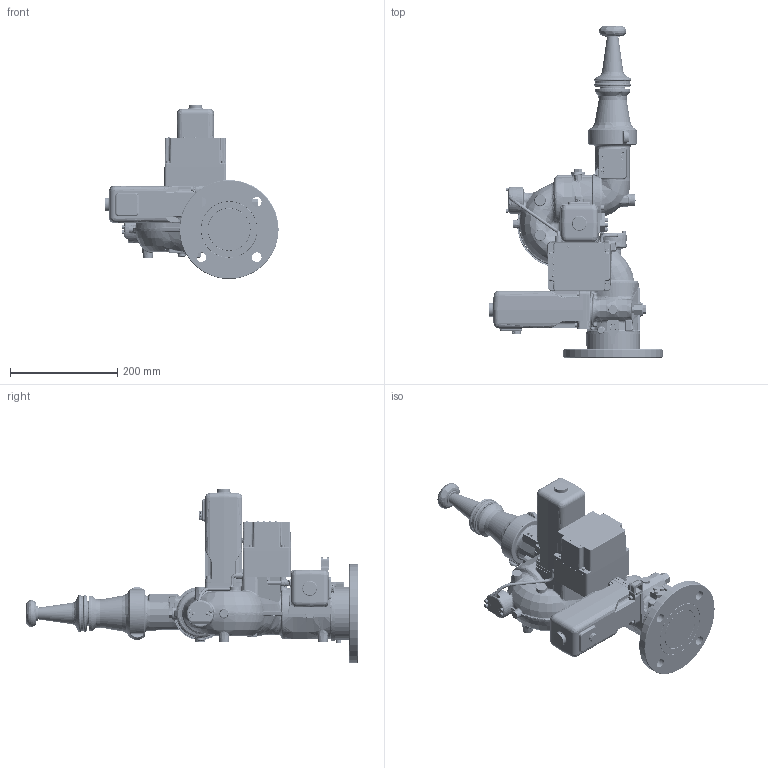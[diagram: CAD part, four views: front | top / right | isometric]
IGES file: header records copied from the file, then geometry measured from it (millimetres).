
Start section: SolidWorks IGES file using analytic representation for surfaces
Global section: file name: HydroBlast.IGS; native system: SolidWorks 2021; preprocessor: SolidWorks 2021; author: tmott; date: 221013.085338; units: inch
Bounding box: 323.23 x 619.34 x 324.99 mm (x, y, z)
Surface area: 726026.1 mm2 (no closed solid volume)
Topology: 0 solids, 0 shells, 4110 faces, 43345 edges, 43270 vertices
Faces by surface type: bspline 2730, revolution 1380
